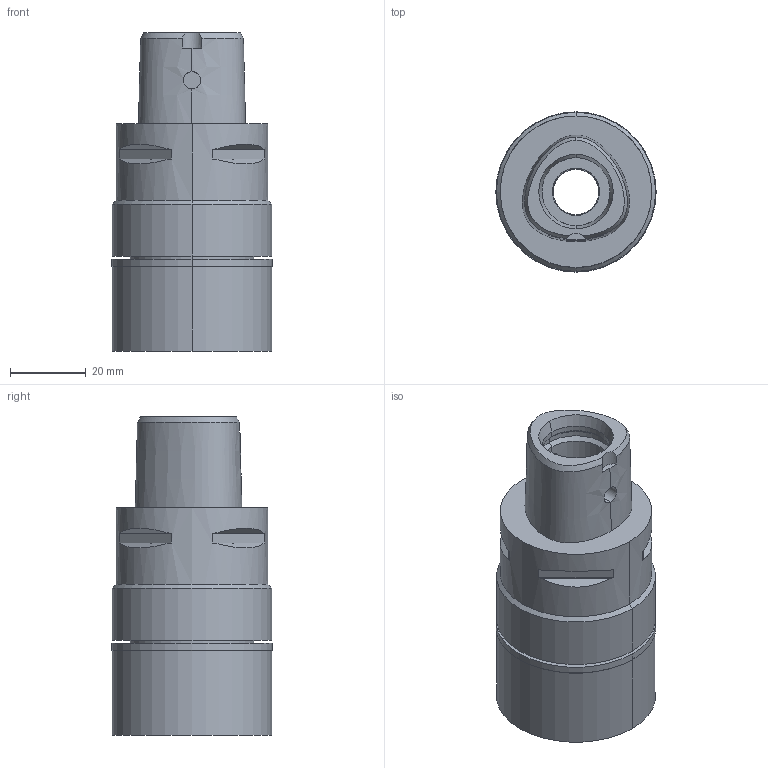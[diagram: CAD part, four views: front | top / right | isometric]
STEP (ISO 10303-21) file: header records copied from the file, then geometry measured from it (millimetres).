
FILE_DESCRIPTION((''),'2;1');
FILE_NAME('C4-MEGA13E-60-120_ASM','2018-12-24T',('ykawabe'),(''),'CREO PARAMETRIC BY PTC INC, 2016380','CREO PARAMETRIC BY PTC INC, 2016380','');
FILE_SCHEMA(('AUTOMOTIVE_DESIGN { 1 0 10303 214 1 1 1 1 }'));
Length unit declared in the file: millimetre
Products named in the file (5): C4-MEGA13E-60_1; MEC13-12AA_1; MEN13_1; DXF_TEMP_ASSY_ASM_4_ASM; C4-MEGA13E-60-120_ASM
Assembly tree (4 placements, depth 3):
  C4-MEGA13E-60-120_ASM
    DXF_TEMP_ASSY_ASM_4_ASM
      C4-MEGA13E-60_1
      MEC13-12AA_1
      MEN13_1
Bounding box: 42.3 x 42.3 x 84 mm (x, y, z)
Volume: 80519.4 mm3; surface area: 27341.4 mm2
Topology: 3 solids, 3 shells, 124 faces, 264 edges, 157 vertices
Faces by surface type: cylinder 51, plane 37, cone 30, bspline 4, torus 2
Entity records: 5824 total; most frequent: CARTESIAN_POINT 1545, DIRECTION 652, ORIENTED_EDGE 528, PRESENTATION_STYLE_ASSIGNMENT 272, STYLED_ITEM 272, AXIS2_PLACEMENT_3D 271, CURVE_STYLE 269, EDGE_CURVE 264
